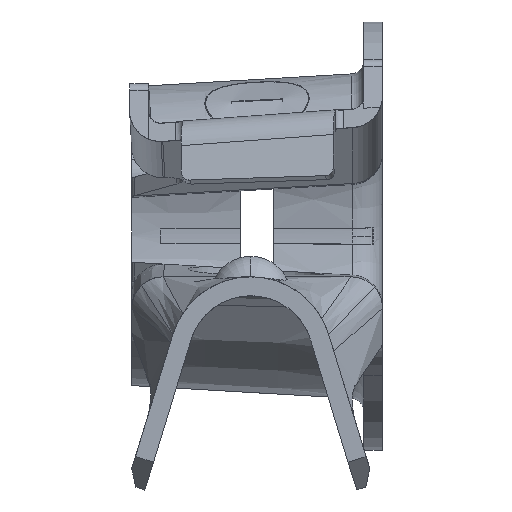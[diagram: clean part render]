
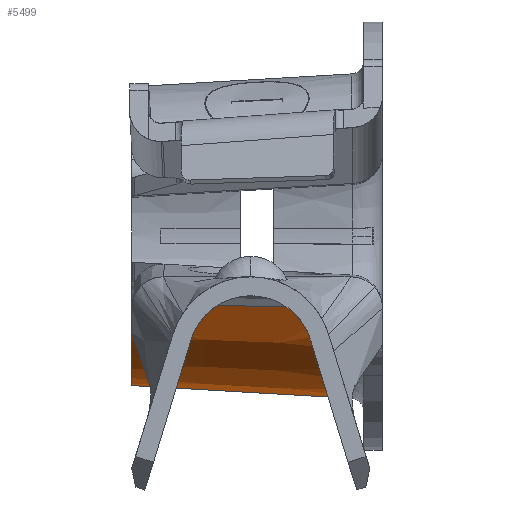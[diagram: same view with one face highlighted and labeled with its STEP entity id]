
A CAD part, left-side view. The second image highlights one B-rep face of the part: STEP entity #5499.
In plain terms, the highlighted conical face has half-angle 3.338 degrees and reference radius 9.081 mm.
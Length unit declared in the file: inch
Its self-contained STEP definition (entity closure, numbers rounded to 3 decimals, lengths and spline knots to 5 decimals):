
#252 = AXIS2_PLACEMENT_3D ( 'NONE', #7953, #1223, #9080 ) ;
#306 = VERTEX_POINT ( 'NONE', #4193 ) ;
#1074 = DIRECTION ( 'NONE',  ( 0., -1., 0. ) ) ;
#1223 = DIRECTION ( 'NONE',  ( 0., 1., 0. ) ) ;
#1639 = VECTOR ( 'NONE', #13356, 39.37008 ) ;
#2037 = ORIENTED_EDGE ( 'NONE', *, *, #2293, .F. ) ;
#2137 = ORIENTED_EDGE ( 'NONE', *, *, #2318, .F. ) ;
#2218 = EDGE_CURVE ( 'NONE', #4302, #7771, #12005, .T. ) ;
#2230 = CARTESIAN_POINT ( 'NONE',  ( 0., -0.52675, 0. ) ) ;
#2293 = EDGE_CURVE ( 'NONE', #306, #13582, #14296, .T. ) ;
#2318 = EDGE_CURVE ( 'NONE', #13582, #7771, #4623, .T. ) ;
#3025 = CARTESIAN_POINT ( 'NONE',  ( 0., 0., -0.3575 ) ) ;
#3355 = DIRECTION ( 'NONE',  ( 0., 0., -1. ) ) ;
#4193 = CARTESIAN_POINT ( 'NONE',  ( 0., 0., -0.3575 ) ) ;
#4203 = CARTESIAN_POINT ( 'NONE',  ( 0., -0.52675, -0.38823 ) ) ;
#4261 = EDGE_CURVE ( 'NONE', #5249, #4302, #8082, .T. ) ;
#4302 = VERTEX_POINT ( 'NONE', #4203 ) ;
#4376 = CARTESIAN_POINT ( 'NONE',  ( -0.3197, 0., -0.15999 ) ) ;
#4623 = LINE ( 'NONE', #4376, #1639 ) ;
#4748 = CARTESIAN_POINT ( 'NONE',  ( 0., 0., -0.3575 ) ) ;
#5249 = VERTEX_POINT ( 'NONE', #8556 ) ;
#5284 = DIRECTION ( 'NONE',  ( 0., -0.998, -0.058 ) ) ;
#5499 = ADVANCED_FACE ( 'NONE', ( #8060 ), #7727, .T. ) ;
#5591 = DIRECTION ( 'NONE',  ( 0., 0., -1. ) ) ;
#5920 = CARTESIAN_POINT ( 'NONE',  ( -0.3197, 0., -0.15999 ) ) ;
#5929 = EDGE_LOOP ( 'NONE', ( #2037, #8416, #9940, #10669, #2137 ) ) ;
#7000 = DIRECTION ( 'NONE',  ( 0., -0.998, -0.058 ) ) ;
#7727 = CONICAL_SURFACE ( 'NONE', #10762, 0.3575, 0.058 ) ;
#7771 = VERTEX_POINT ( 'NONE', #9797 ) ;
#7953 = CARTESIAN_POINT ( 'NONE',  ( 0., 0., 0. ) ) ;
#8060 = FACE_OUTER_BOUND ( 'NONE', #5929, .T. ) ;
#8062 = AXIS2_PLACEMENT_3D ( 'NONE', #2230, #10067, #3355 ) ;
#8082 = LINE ( 'NONE', #3025, #11082 ) ;
#8416 = ORIENTED_EDGE ( 'NONE', *, *, #13542, .T. ) ;
#8556 = CARTESIAN_POINT ( 'NONE',  ( 0., -0.3, -0.375 ) ) ;
#9080 = DIRECTION ( 'NONE',  ( 0., 0., 1. ) ) ;
#9606 = VECTOR ( 'NONE', #7000, 39.37008 ) ;
#9797 = CARTESIAN_POINT ( 'NONE',  ( -0.34718, -0.52675, -0.17374 ) ) ;
#9940 = ORIENTED_EDGE ( 'NONE', *, *, #4261, .T. ) ;
#10055 = CARTESIAN_POINT ( 'NONE',  ( 0., 0., 0. ) ) ;
#10067 = DIRECTION ( 'NONE',  ( 0., 1., 0. ) ) ;
#10669 = ORIENTED_EDGE ( 'NONE', *, *, #2218, .T. ) ;
#10762 = AXIS2_PLACEMENT_3D ( 'NONE', #10055, #1074, #5591 ) ;
#11082 = VECTOR ( 'NONE', #5284, 39.37008 ) ;
#11869 = LINE ( 'NONE', #4748, #9606 ) ;
#12005 = CIRCLE ( 'NONE', #8062, 0.38823 ) ;
#13356 = DIRECTION ( 'NONE',  ( -0.052, -0.998, -0.026 ) ) ;
#13542 = EDGE_CURVE ( 'NONE', #306, #5249, #11869, .T. ) ;
#13582 = VERTEX_POINT ( 'NONE', #5920 ) ;
#14296 = CIRCLE ( 'NONE', #252, 0.3575 ) ;
